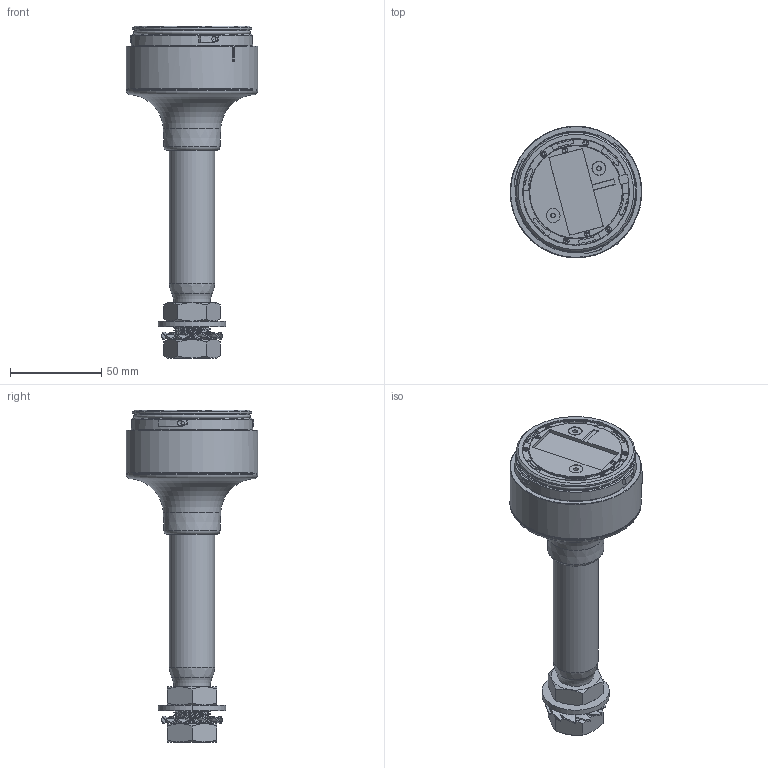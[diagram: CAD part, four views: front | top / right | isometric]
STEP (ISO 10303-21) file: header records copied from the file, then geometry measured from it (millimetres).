
FILE_DESCRIPTION(/* description */ (''),/* implementation_level */ '2;1');
FILE_NAME(/* name */ 'XSW 100mm.stp',/* time_stamp */ '2015-04-22T09:26:58+02:00',/* author */ (''),/* organization */ (''),/* preprocessor_version */ 'ST-DEVELOPER v11',/* originating_system */ 'SIEMENS PLM Software NX 7.5',/* authorisation */ '');
FILE_SCHEMA (('AUTOMOTIVE_DESIGN { 1 0 10303 214 1 1 1 1 }'));
Length unit declared in the file: millimetre
Products named in the file (1): m.neF8B96yb0
Bounding box: 72 x 72 x 181.6 mm (x, y, z)
Volume: 233483.9 mm3; surface area: 37169.4 mm2
Topology: 6 solids, 6 shells, 465 faces, 1174 edges, 737 vertices
Faces by surface type: plane 173, cone 105, cylinder 77, bspline 49, torus 25, sphere 19, extrusion 17
Full cylindrical faces by diameter (mm): 3.1 x2, 3.2 x4, 7.6 x2, 17.3 x2, 19.8 x16, 21 x1, 24.8 x1, 62.5 x1, 65.1 x1, 72 x2
Entity records: 22545 total; most frequent: CARTESIAN_POINT 12713, ORIENTED_EDGE 2092, DIRECTION 1845, EDGE_CURVE 1046, AXIS2_PLACEMENT_3D 742, VERTEX_POINT 682, EDGE_LOOP 529, ADVANCED_FACE 449
